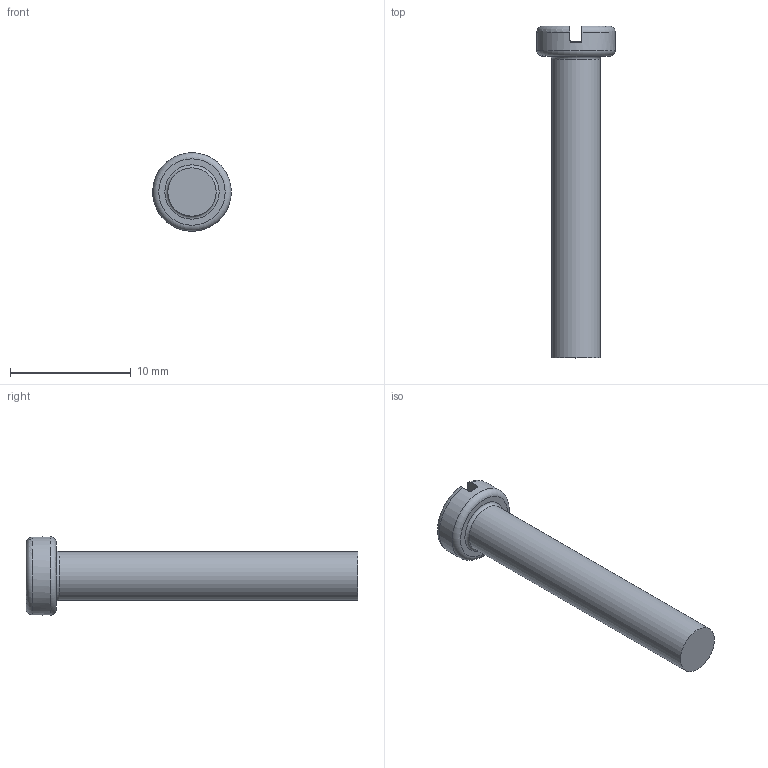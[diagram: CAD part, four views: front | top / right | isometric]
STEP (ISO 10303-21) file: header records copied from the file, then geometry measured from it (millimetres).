
FILE_DESCRIPTION(/* description */ (''),/* implementation_level */ '2;1');
FILE_NAME(/* name */ 'SC25.stp',/* time_stamp */ '2016-07-27T11:57:54-04:00',/* author */ ('CAD Station'),/* organization */ (''),/* preprocessor_version */ 'ST-DEVELOPER v16.1',/* originating_system */ 'Autodesk Inventor 2016',/* authorisation */ '');
FILE_SCHEMA (('AUTOMOTIVE_DESIGN { 1 0 10303 214 3 1 1 }'));
Length unit declared in the file: millimetre
Products named in the file (1): Part2
Bounding box: 6.49 x 27.5 x 6.5 mm (x, y, z)
Volume: 382.3 mm3; surface area: 444.1 mm2
Topology: 1 solids, 1 shells, 109 faces, 256 edges, 150 vertices
Faces by surface type: cylinder 44, plane 35, bspline 20, torus 6, sphere 4
Full cylindrical faces by diameter (mm): 4 x1, 6.5 x1
Entity records: 3598 total; most frequent: CARTESIAN_POINT 1134, DIRECTION 520, ORIENTED_EDGE 502, EDGE_CURVE 251, AXIS2_PLACEMENT_3D 203, VERTEX_POINT 149, LINE 114, VECTOR 114
